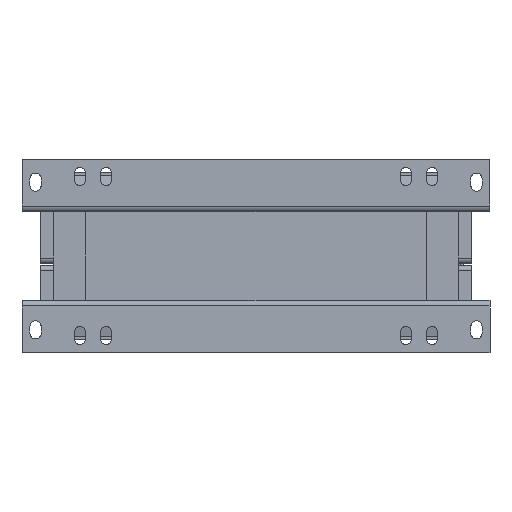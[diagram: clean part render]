
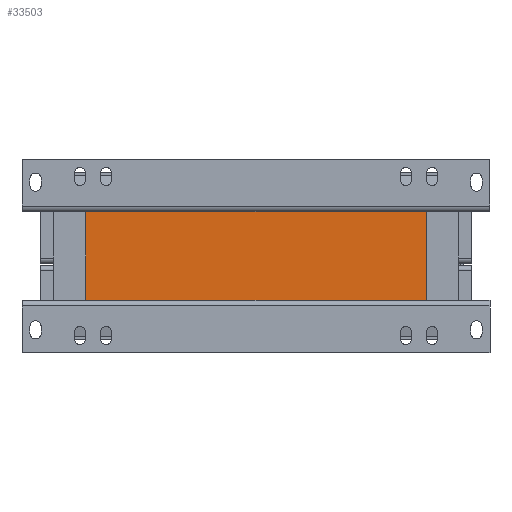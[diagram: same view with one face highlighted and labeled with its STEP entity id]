
A CAD part, front view. The second image highlights one B-rep face of the part: STEP entity #33503.
In plain terms, the highlighted planar face has unit normal (0, -1, 0).
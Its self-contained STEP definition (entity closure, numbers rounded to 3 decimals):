
#208 = VERTEX_POINT ( 'NONE', #32038 ) ;
#1442 = CARTESIAN_POINT ( 'NONE',  ( -150., -150.001, 39. ) ) ;
#1684 = DIRECTION ( 'NONE',  ( 1., 0., 0. ) ) ;
#2271 = DIRECTION ( 'NONE',  ( 0., 0., 1. ) ) ;
#3067 = LINE ( 'NONE', #19952, #16134 ) ;
#3493 = VECTOR ( 'NONE', #26063, 1000. ) ;
#3907 = LINE ( 'NONE', #7824, #3493 ) ;
#4124 = FACE_OUTER_BOUND ( 'NONE', #12624, .T. ) ;
#4771 = CARTESIAN_POINT ( 'NONE',  ( -150., -150.001, -39. ) ) ;
#6546 = VECTOR ( 'NONE', #18103, 1000. ) ;
#7824 = CARTESIAN_POINT ( 'NONE',  ( -150., -150.001, 39. ) ) ;
#9330 = EDGE_CURVE ( 'NONE', #24656, #22821, #3067, .T. ) ;
#12624 = EDGE_LOOP ( 'NONE', ( #16667, #21796, #31314, #18219 ) ) ;
#14424 = CARTESIAN_POINT ( 'NONE',  ( -150., -150., 39. ) ) ;
#15046 = DIRECTION ( 'NONE',  ( 0., 0., -1. ) ) ;
#16134 = VECTOR ( 'NONE', #15046, 1000. ) ;
#16667 = ORIENTED_EDGE ( 'NONE', *, *, #32226, .T. ) ;
#17694 = DIRECTION ( 'NONE',  ( 0., 1., 0. ) ) ;
#18103 = DIRECTION ( 'NONE',  ( 1., 0., 0. ) ) ;
#18219 = ORIENTED_EDGE ( 'NONE', *, *, #24578, .T. ) ;
#19952 = CARTESIAN_POINT ( 'NONE',  ( 150., -150.001, 39. ) ) ;
#20284 = CARTESIAN_POINT ( 'NONE',  ( 150., -150.001, -39. ) ) ;
#20511 = VERTEX_POINT ( 'NONE', #14424 ) ;
#21439 = LINE ( 'NONE', #1442, #32013 ) ;
#21796 = ORIENTED_EDGE ( 'NONE', *, *, #9330, .F. ) ;
#22821 = VERTEX_POINT ( 'NONE', #20284 ) ;
#24578 = EDGE_CURVE ( 'NONE', #20511, #208, #3907, .T. ) ;
#24656 = VERTEX_POINT ( 'NONE', #29122 ) ;
#25127 = EDGE_CURVE ( 'NONE', #20511, #24656, #21439, .T. ) ;
#25585 = CARTESIAN_POINT ( 'NONE',  ( -150., -150.001, 39. ) ) ;
#25829 = PLANE ( 'NONE',  #26645 ) ;
#26063 = DIRECTION ( 'NONE',  ( 0., 0., -1. ) ) ;
#26645 = AXIS2_PLACEMENT_3D ( 'NONE', #25585, #17694, #2271 ) ;
#29122 = CARTESIAN_POINT ( 'NONE',  ( 150., -150.001, 39. ) ) ;
#31314 = ORIENTED_EDGE ( 'NONE', *, *, #25127, .F. ) ;
#32013 = VECTOR ( 'NONE', #1684, 1000. ) ;
#32038 = CARTESIAN_POINT ( 'NONE',  ( -150., -150.001, -39. ) ) ;
#32226 = EDGE_CURVE ( 'NONE', #208, #22821, #32622, .T. ) ;
#32622 = LINE ( 'NONE', #4771, #6546 ) ;
#33503 = ADVANCED_FACE ( 'NONE', ( #4124 ), #25829, .F. ) ;
